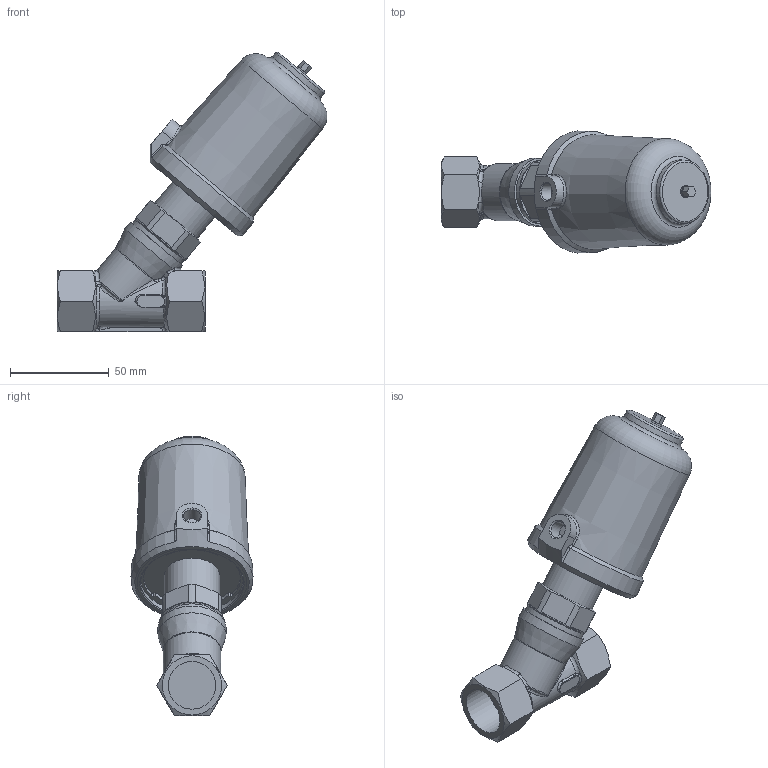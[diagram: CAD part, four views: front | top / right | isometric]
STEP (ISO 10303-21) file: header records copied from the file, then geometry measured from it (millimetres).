
FILE_DESCRIPTION( ( 'Unknown' ), '1' );
FILE_NAME( '7010-020V102020---H-S---J.stp', 'Unknown', ( 'Unknown' ), ( 'Unknown' ), 'PSStep 17.0.49', 'Unknown', ' ' );
FILE_SCHEMA( ( 'AUTOMOTIVE_DESIGN { 1 0 10303 214 1 1 1 1 }' ) );
Length unit declared in the file: millimetre
Products named in the file (4): Assem1; DN20 Gewinde; Kopfstück DN20; Kolbenantrieb D50-NC-AufZu
Assembly tree (3 placements, depth 2):
  Assem1
    DN20 Gewinde
    Kopfstück DN20
    Kolbenantrieb D50-NC-AufZu
Bounding box: 136.79 x 61.83 x 141.85 mm (x, y, z)
Volume: 271903.6 mm3; surface area: 39309.1 mm2
Topology: 3 solids, 3 shells, 192 faces, 495 edges, 313 vertices
Faces by surface type: plane 66, bspline 60, cylinder 32, cone 20, torus 10, sphere 4
Full cylindrical faces by diameter (mm): 6 x1, 8.57 x1, 24.12 x2, 28 x1, 32 x1, 32.3 x1, 33 x1, 34.5 x1, 52.05 x1
Entity records: 15766 total; most frequent: CARTESIAN_POINT 10252, ORIENTED_EDGE 924, DIRECTION 589, EDGE_CURVE 462, VERTEX_POINT 304, B_SPLINE_CURVE_WITH_KNOTS 248, AXIS2_PLACEMENT_3D 239, EDGE_LOOP 220
